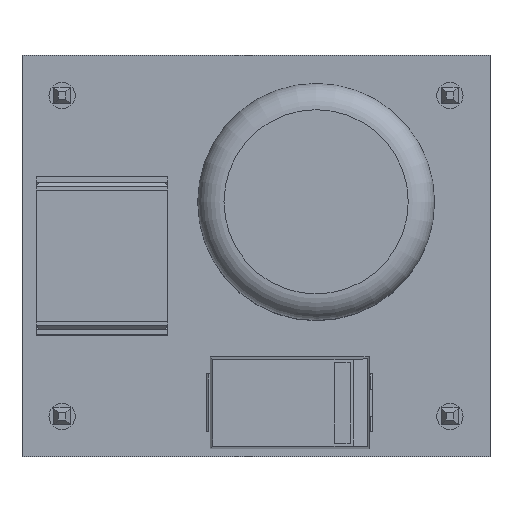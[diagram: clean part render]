
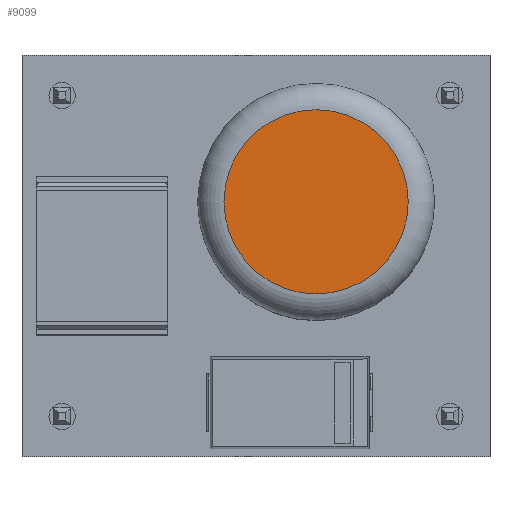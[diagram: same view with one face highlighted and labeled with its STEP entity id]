
A CAD part, top view. The second image highlights one B-rep face of the part: STEP entity #9099.
In plain terms, the highlighted planar face has unit normal (0, 0, 1).
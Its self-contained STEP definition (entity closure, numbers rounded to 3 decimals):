
#8010 = VERTEX_POINT('',#8011);
#8011 = CARTESIAN_POINT('',(13.15,-4.06,16.14));
#8020 = EDGE_CURVE('',#8010,#8010,#8021,.T.);
#8021 = CIRCLE('',#8022,3.5);
#8022 = AXIS2_PLACEMENT_3D('',#8023,#8024,#8025);
#8023 = CARTESIAN_POINT('',(9.65,-4.06,16.14));
#8024 = DIRECTION('',(0.,0.,1.));
#8025 = DIRECTION('',(1.,0.,0.));
#9099 = ADVANCED_FACE('',(#9100),#9103,.T.);
#9100 = FACE_BOUND('',#9101,.T.);
#9101 = EDGE_LOOP('',(#9102));
#9102 = ORIENTED_EDGE('',*,*,#8020,.T.);
#9103 = PLANE('',#9104);
#9104 = AXIS2_PLACEMENT_3D('',#9105,#9106,#9107);
#9105 = CARTESIAN_POINT('',(9.65,-4.06,16.14));
#9106 = DIRECTION('',(0.,0.,1.));
#9107 = DIRECTION('',(1.,0.,0.));
